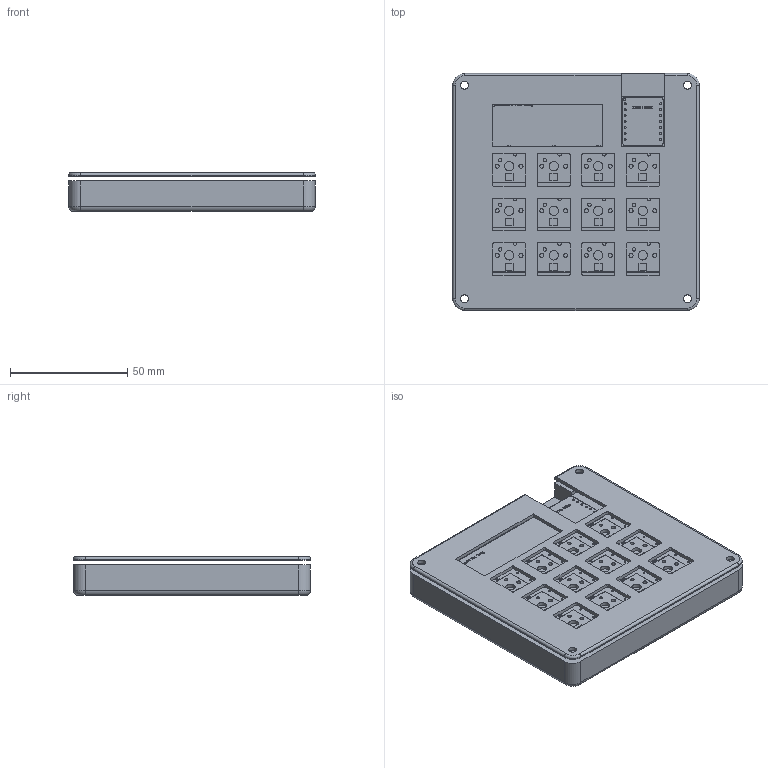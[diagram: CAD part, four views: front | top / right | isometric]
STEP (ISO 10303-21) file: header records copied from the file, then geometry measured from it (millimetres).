
FILE_DESCRIPTION(/* description */ (''),/* implementation_level */ '2;1');
FILE_NAME(/* name */ 'Crystallized Pad Thing v9.step',/* time_stamp */ '2025-07-03T02:44:53+12:00',/* author */ (''),/* organization */ (''),/* preprocessor_version */ 'ST-DEVELOPER v20.1',/* originating_system */ 'Autodesk Translation Framework v14.10.0.0',/* authorisation */ '');
FILE_SCHEMA (('AUTOMOTIVE_DESIGN { 1 0 10303 214 3 1 1 }'));
Length unit declared in the file: millimetre
Products named in the file (6): Crystallized Pad Thing; Pad Thing; pad thing 1; pad thing_silkscreen; pad thing_PCB; top plate
Assembly tree (5 placements, depth 3):
  Crystallized Pad Thing
    Pad Thing
    pad thing 1
      pad thing_silkscreen
      pad thing_PCB
    top plate
Bounding box: 105.2 x 101.2 x 16.5 mm (x, y, z)
Volume: 86329.5 mm3; surface area: 59698.8 mm2
Topology: 27 solids, 113 shells, 867 faces, 3838 edges, 3111 vertices
Faces by surface type: plane 397, bspline 282, cylinder 180, torus 8
Full cylindrical faces by diameter (mm): 0.8 x24, 0.889 x14, 1 x4, 1.5 x24, 1.75 x24, 3.4 x8, 4 x12, 6 x4
Entity records: 43226 total; most frequent: CARTESIAN_POINT 12622, ORIENTED_EDGE 5993, DIRECTION 5248, EDGE_CURVE 3838, VERTEX_POINT 3111, LINE 2494, VECTOR 2494, AXIS2_PLACEMENT_3D 1377
